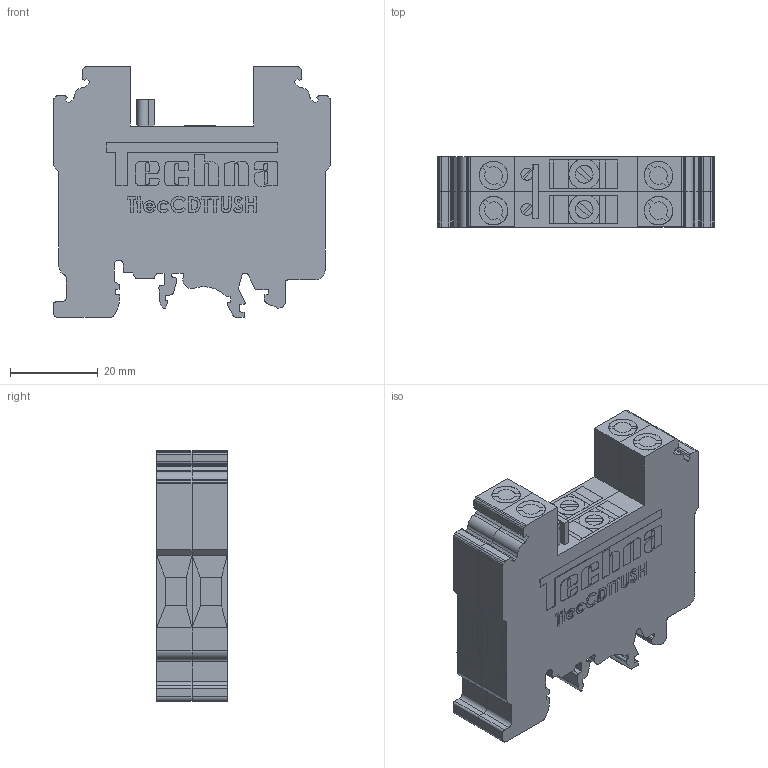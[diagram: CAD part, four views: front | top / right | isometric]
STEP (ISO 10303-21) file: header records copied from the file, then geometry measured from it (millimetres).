
FILE_DESCRIPTION (( 'STEP AP214' ), '1' );
FILE_NAME ('TtecCDTTUSH.STEP', '2020-06-17T13:01:58', ( '' ), ( '' ), 'SwSTEP 2.0', 'SolidWorks 2020', '' );
FILE_SCHEMA (( 'AUTOMOTIVE_DESIGN' ));
Length unit declared in the file: millimetre
Products named in the file (1): TtecCDTTUSH
Bounding box: 63 x 16 x 57 mm (x, y, z)
Volume: 43223.6 mm3; surface area: 16549 mm2
Topology: 3 solids, 3 shells, 1042 faces, 2895 edges, 1909 vertices
Faces by surface type: plane 641, cylinder 305, bspline 96
Entity records: 44789 total; most frequent: CARTESIAN_POINT 11895, ORIENTED_EDGE 5790, DIRECTION 5241, EDGE_CURVE 2895, VECTOR 2059, LINE 2059, VERTEX_POINT 1909, AXIS2_PLACEMENT_3D 1591
